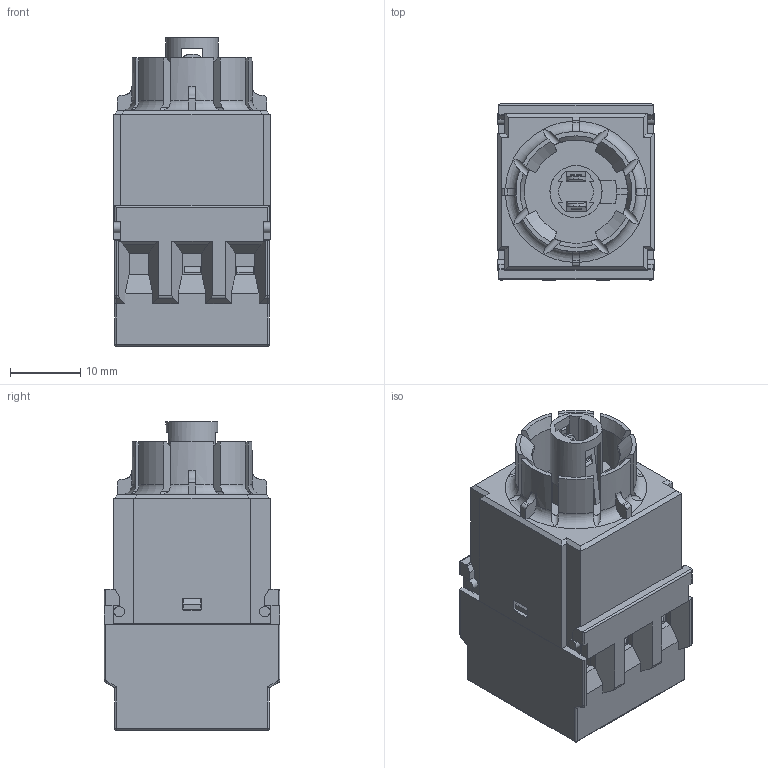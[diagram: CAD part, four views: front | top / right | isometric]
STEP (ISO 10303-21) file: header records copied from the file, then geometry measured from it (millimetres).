
FILE_DESCRIPTION(/* description */ (''),/* implementation_level */ '2;1');
FILE_NAME(/* name */ 'BZLI5K_ipt.stp',/* time_stamp */ '2017-03-30T17:15:20+02:00',/* author */ ('ahoffmann'),/* organization */ (''),/* preprocessor_version */ 'ST-DEVELOPER v16.1',/* originating_system */ 'Autodesk Inventor 2016',/* authorisation */ '');
FILE_SCHEMA (('AUTOMOTIVE_DESIGN { 1 0 10303 214 3 1 1 }'));
Length unit declared in the file: centimetre
Products named in the file (1): BZLI5K_vereinfacht
Bounding box: 22.2 x 25 x 43.8 mm (x, y, z)
Volume: 14313.5 mm3; surface area: 11054.6 mm2
Topology: 1 solids, 4 shells, 1027 faces, 2972 edges, 1922 vertices
Faces by surface type: plane 742, cylinder 207, cone 28, torus 26, bspline 16, sphere 8
Full cylindrical faces by diameter (mm): 1.5 x4, 1.7 x4, 2.3 x4, 2.5 x2, 4 x6, 7.4 x1, 14.7 x1
Entity records: 35732 total; most frequent: CARTESIAN_POINT 9260, ORIENTED_EDGE 5782, DIRECTION 5100, EDGE_CURVE 2891, LINE 2122, VECTOR 2122, VERTEX_POINT 1893, AXIS2_PLACEMENT_3D 1489
